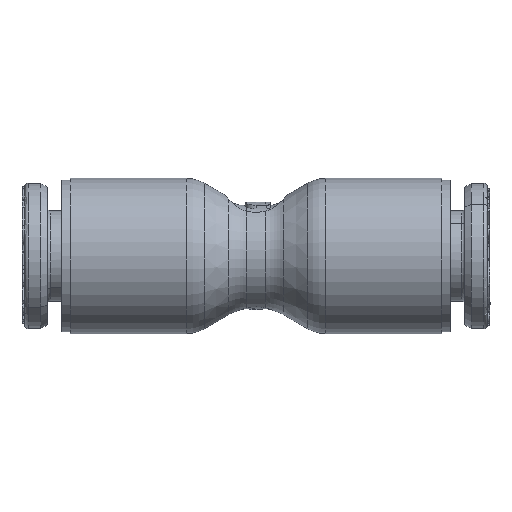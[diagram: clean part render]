
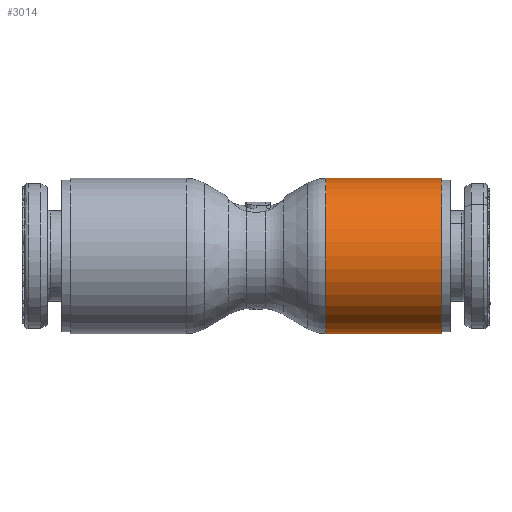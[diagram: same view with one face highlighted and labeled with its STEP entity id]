
A CAD part, top view. The second image highlights one B-rep face of the part: STEP entity #3014.
In plain terms, the highlighted cylindrical face has radius 4.325 mm (diameter 8.65 mm), a partial arc.
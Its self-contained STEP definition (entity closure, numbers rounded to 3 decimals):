
#3014=ADVANCED_FACE('',(#6515),#6516,.T.);
#6515=FACE_OUTER_BOUND('',#13466,.T.);
#6516=CYLINDRICAL_SURFACE('',#13467,4.325);
#13466=EDGE_LOOP('',(#23435,#23436,#23437,#23438));
#13467=AXIS2_PLACEMENT_3D('',#23439,#23440,#23441);
#23435=ORIENTED_EDGE('',*,*,#28422,.T.);
#23436=ORIENTED_EDGE('',*,*,#28804,.T.);
#23437=ORIENTED_EDGE('',*,*,#28424,.T.);
#23438=ORIENTED_EDGE('',*,*,#27825,.T.);
#23439=CARTESIAN_POINT('',(-11.385,0.0,0.0));
#23440=DIRECTION('',(-1.0,-0.0,0.0));
#23441=DIRECTION('',(0.0,-1.0,0.0));
#27825=EDGE_CURVE('',#32585,#32583,#32586,.T.);
#28422=EDGE_CURVE('',#32583,#33643,#33644,.T.);
#28424=EDGE_CURVE('',#33646,#32585,#33647,.T.);
#28804=EDGE_CURVE('',#33643,#33646,#34284,.T.);
#32583=VERTEX_POINT('',#39562);
#32585=VERTEX_POINT('',#39564);
#32586=CIRCLE('',#39565,4.325);
#33643=VERTEX_POINT('',#41835);
#33644=LINE('',#41836,#41837);
#33646=VERTEX_POINT('',#41839);
#33647=LINE('',#41840,#41841);
#34284=CIRCLE('',#43313,4.325);
#39562=CARTESIAN_POINT('',(3.886,-4.325,0.0));
#39564=CARTESIAN_POINT('',(3.886,4.325,0.));
#39565=AXIS2_PLACEMENT_3D('',#53590,#53591,#53592);
#41835=CARTESIAN_POINT('',(10.35,-4.325,0.0));
#41836=CARTESIAN_POINT('',(7.118,-4.325,0.));
#41837=VECTOR('',#54339,1.0);
#41839=CARTESIAN_POINT('',(10.35,4.325,0.));
#41840=CARTESIAN_POINT('',(7.118,4.325,0.));
#41841=VECTOR('',#54343,1.0);
#43313=AXIS2_PLACEMENT_3D('',#54827,#54828,#54829);
#53590=CARTESIAN_POINT('',(3.886,0.0,0.0));
#53591=DIRECTION('',(1.0,0.0,0.0));
#53592=DIRECTION('',(0.0,1.0,0.0));
#54339=DIRECTION('',(1.0,-0.0,-0.0));
#54343=DIRECTION('',(-1.0,-0.0,-0.0));
#54827=CARTESIAN_POINT('',(10.35,0.0,0.0));
#54828=DIRECTION('',(-1.0,0.0,0.0));
#54829=DIRECTION('',(0.0,1.0,0.0));
